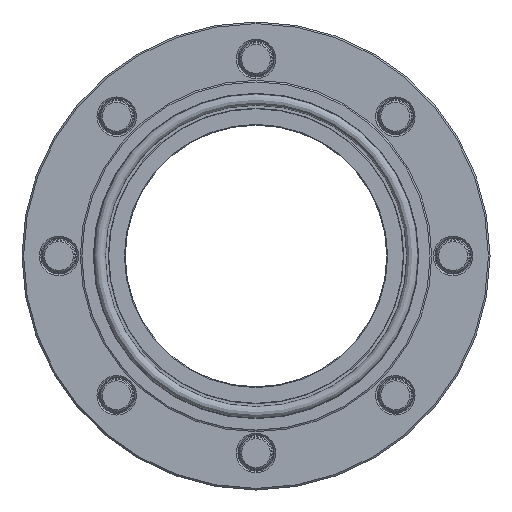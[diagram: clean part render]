
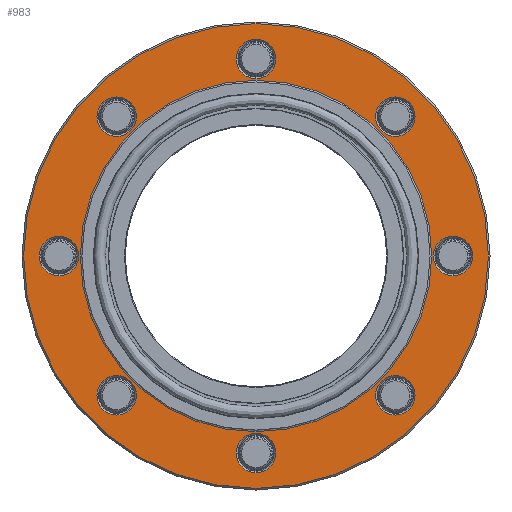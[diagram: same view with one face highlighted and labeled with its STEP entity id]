
A CAD part, left-side view. The second image highlights one B-rep face of the part: STEP entity #983.
In plain terms, the highlighted planar face has unit normal (-1, 0, 0).
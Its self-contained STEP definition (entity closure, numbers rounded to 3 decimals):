
#701=FACE_BOUND('',#1581,.T.);
#702=FACE_BOUND('',#1582,.T.);
#703=FACE_BOUND('',#1583,.T.);
#704=FACE_BOUND('',#1584,.T.);
#705=FACE_BOUND('',#1585,.T.);
#706=FACE_BOUND('',#1586,.T.);
#707=FACE_BOUND('',#1587,.T.);
#708=FACE_BOUND('',#1588,.T.);
#709=FACE_BOUND('',#1589,.T.);
#710=FACE_BOUND('',#1590,.T.);
#983=ADVANCED_FACE('',(#701,#702,#703,#704,#705,#706,#707,#708,#709,#710),
#1216,.F.);
#1216=PLANE('',#3786);
#1581=EDGE_LOOP('',(#2149));
#1582=EDGE_LOOP('',(#2150));
#1583=EDGE_LOOP('',(#2151));
#1584=EDGE_LOOP('',(#2152));
#1585=EDGE_LOOP('',(#2153));
#1586=EDGE_LOOP('',(#2154));
#1587=EDGE_LOOP('',(#2155));
#1588=EDGE_LOOP('',(#2156));
#1589=EDGE_LOOP('',(#2157));
#1590=EDGE_LOOP('',(#2158));
#2149=ORIENTED_EDGE('',*,*,#3118,.T.);
#2150=ORIENTED_EDGE('',*,*,#3119,.T.);
#2151=ORIENTED_EDGE('',*,*,#3120,.T.);
#2152=ORIENTED_EDGE('',*,*,#3121,.T.);
#2153=ORIENTED_EDGE('',*,*,#3122,.T.);
#2154=ORIENTED_EDGE('',*,*,#3123,.T.);
#2155=ORIENTED_EDGE('',*,*,#3124,.T.);
#2156=ORIENTED_EDGE('',*,*,#3125,.T.);
#2157=ORIENTED_EDGE('',*,*,#3126,.T.);
#2158=ORIENTED_EDGE('',*,*,#3127,.T.);
#2788=VERTEX_POINT('',#5691);
#2789=VERTEX_POINT('',#5693);
#2790=VERTEX_POINT('',#5695);
#2791=VERTEX_POINT('',#5697);
#2792=VERTEX_POINT('',#5699);
#2793=VERTEX_POINT('',#5701);
#2794=VERTEX_POINT('',#5703);
#2795=VERTEX_POINT('',#5705);
#2796=VERTEX_POINT('',#5707);
#2797=VERTEX_POINT('',#5709);
#3118=EDGE_CURVE('',#2788,#2788,#3460,.T.);
#3119=EDGE_CURVE('',#2789,#2789,#3461,.T.);
#3120=EDGE_CURVE('',#2790,#2790,#3462,.T.);
#3121=EDGE_CURVE('',#2791,#2791,#3463,.T.);
#3122=EDGE_CURVE('',#2792,#2792,#3464,.T.);
#3123=EDGE_CURVE('',#2793,#2793,#3465,.T.);
#3124=EDGE_CURVE('',#2794,#2794,#3466,.T.);
#3125=EDGE_CURVE('',#2795,#2795,#3467,.T.);
#3126=EDGE_CURVE('',#2796,#2796,#3468,.T.);
#3127=EDGE_CURVE('',#2797,#2797,#3469,.T.);
#3460=CIRCLE('',#3776,107.);
#3461=CIRCLE('',#3777,141.5);
#3462=CIRCLE('',#3778,12.);
#3463=CIRCLE('',#3779,12.);
#3464=CIRCLE('',#3780,12.);
#3465=CIRCLE('',#3781,12.);
#3466=CIRCLE('',#3782,12.);
#3467=CIRCLE('',#3783,12.);
#3468=CIRCLE('',#3784,12.);
#3469=CIRCLE('',#3785,12.);
#3776=AXIS2_PLACEMENT_3D('',#5690,#4506,#4507);
#3777=AXIS2_PLACEMENT_3D('',#5692,#4508,#4509);
#3778=AXIS2_PLACEMENT_3D('',#5694,#4510,#4511);
#3779=AXIS2_PLACEMENT_3D('',#5696,#4512,#4513);
#3780=AXIS2_PLACEMENT_3D('',#5698,#4514,#4515);
#3781=AXIS2_PLACEMENT_3D('',#5700,#4516,#4517);
#3782=AXIS2_PLACEMENT_3D('',#5702,#4518,#4519);
#3783=AXIS2_PLACEMENT_3D('',#5704,#4520,#4521);
#3784=AXIS2_PLACEMENT_3D('',#5706,#4522,#4523);
#3785=AXIS2_PLACEMENT_3D('',#5708,#4524,#4525);
#3786=AXIS2_PLACEMENT_3D('',#5710,#4526,#4527);
#4506=DIRECTION('',(1.,0.,0.));
#4507=DIRECTION('',(0.,0.,-1.));
#4508=DIRECTION('',(-1.,0.,0.));
#4509=DIRECTION('',(0.,0.,-1.));
#4510=DIRECTION('',(1.,0.,0.));
#4511=DIRECTION('',(0.,0.,-1.));
#4512=DIRECTION('',(1.,0.,0.));
#4513=DIRECTION('',(0.,0.,-1.));
#4514=DIRECTION('',(1.,0.,0.));
#4515=DIRECTION('',(0.,0.,-1.));
#4516=DIRECTION('',(1.,0.,0.));
#4517=DIRECTION('',(0.,0.,-1.));
#4518=DIRECTION('',(1.,0.,0.));
#4519=DIRECTION('',(0.,0.,-1.));
#4520=DIRECTION('',(1.,0.,0.));
#4521=DIRECTION('',(0.,0.,-1.));
#4522=DIRECTION('',(1.,0.,0.));
#4523=DIRECTION('',(0.,0.,-1.));
#4524=DIRECTION('',(1.,0.,0.));
#4525=DIRECTION('',(0.,0.,-1.));
#4526=DIRECTION('',(1.,0.,0.));
#4527=DIRECTION('',(0.,0.,-1.));
#5690=CARTESIAN_POINT('',(3.,0.,0.));
#5691=CARTESIAN_POINT('',(3.,0.,-107.));
#5692=CARTESIAN_POINT('',(3.,0.,0.));
#5693=CARTESIAN_POINT('',(3.,0.,-141.5));
#5694=CARTESIAN_POINT('',(3.,84.853,-84.853));
#5695=CARTESIAN_POINT('',(3.,84.853,-96.853));
#5696=CARTESIAN_POINT('',(3.,0.,-120.));
#5697=CARTESIAN_POINT('',(3.,0.,-132.));
#5698=CARTESIAN_POINT('',(3.,-84.853,-84.853));
#5699=CARTESIAN_POINT('',(3.,-84.853,-96.853));
#5700=CARTESIAN_POINT('',(3.,-120.,0.));
#5701=CARTESIAN_POINT('',(3.,-120.,-12.));
#5702=CARTESIAN_POINT('',(3.,-84.853,84.853));
#5703=CARTESIAN_POINT('',(3.,-84.853,72.853));
#5704=CARTESIAN_POINT('',(3.,0.,120.));
#5705=CARTESIAN_POINT('',(3.,0.,108.));
#5706=CARTESIAN_POINT('',(3.,84.853,84.853));
#5707=CARTESIAN_POINT('',(3.,84.853,72.853));
#5708=CARTESIAN_POINT('',(3.,120.,0.));
#5709=CARTESIAN_POINT('',(3.,120.,-12.));
#5710=CARTESIAN_POINT('',(3.,142.5,0.));
